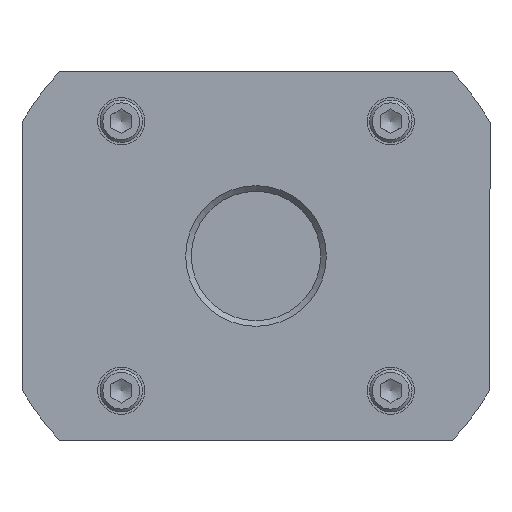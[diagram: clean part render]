
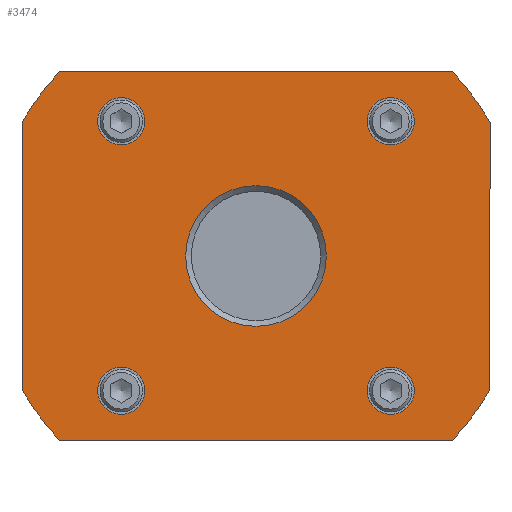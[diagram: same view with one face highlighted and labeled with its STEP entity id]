
A CAD part, front view. The second image highlights one B-rep face of the part: STEP entity #3474.
In plain terms, the highlighted planar face has unit normal (0, -1, 0).
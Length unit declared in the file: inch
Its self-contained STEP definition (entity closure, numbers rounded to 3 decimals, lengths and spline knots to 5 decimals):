
#3328=CARTESIAN_POINT('',(-0.62,0.,0.));
#3329=VERTEX_POINT('',#3328);
#3330=CARTESIAN_POINT('',(0.0,0.0,0.0));
#3331=DIRECTION('',(0.0,-1.0,0.0));
#3332=DIRECTION('',(1.0,0.0,0.0));
#3333=AXIS2_PLACEMENT_3D('',#3330,#3331,#3332);
#3334=CIRCLE('',#3333,0.62);
#3335=EDGE_CURVE('',#3329,#3329,#3334,.T.);
#3352=CARTESIAN_POINT('',(0.,0.,0.));
#3353=DIRECTION('',(0.0,1.0,0.0));
#3354=DIRECTION('',(0.0,0.0,-1.0));
#3355=AXIS2_PLACEMENT_3D('',#3352,#3353,#3354);
#3356=PLANE('',#3355);
#3357=CARTESIAN_POINT('',(1.73205,0.,1.625));
#3358=VERTEX_POINT('',#3357);
#3359=CARTESIAN_POINT('',(2.0625,0.,1.17759));
#3360=VERTEX_POINT('',#3359);
#3361=CARTESIAN_POINT('',(0.0,0.0,0.0));
#3362=DIRECTION('',(0.0,1.0,0.0));
#3363=DIRECTION('',(1.0,0.0,0.0));
#3364=AXIS2_PLACEMENT_3D('',#3361,#3362,#3363);
#3365=CIRCLE('',#3364,2.375);
#3366=EDGE_CURVE('',#3358,#3360,#3365,.T.);
#3367=ORIENTED_EDGE('',*,*,#3366,.F.);
#3368=CARTESIAN_POINT('',(-1.73205,0.,1.625));
#3369=VERTEX_POINT('',#3368);
#3370=CARTESIAN_POINT('',(-1.73205,0.,1.625));
#3371=DIRECTION('',(1.0,0.0,0.0));
#3372=VECTOR('',#3371,3.4641);
#3373=LINE('',#3370,#3372);
#3374=EDGE_CURVE('',#3369,#3358,#3373,.T.);
#3375=ORIENTED_EDGE('',*,*,#3374,.F.);
#3376=CARTESIAN_POINT('',(-2.0625,0.,1.17759));
#3377=VERTEX_POINT('',#3376);
#3378=CARTESIAN_POINT('',(0.0,0.0,0.0));
#3379=DIRECTION('',(0.0,1.0,0.0));
#3380=DIRECTION('',(1.0,0.0,0.0));
#3381=AXIS2_PLACEMENT_3D('',#3378,#3379,#3380);
#3382=CIRCLE('',#3381,2.375);
#3383=EDGE_CURVE('',#3377,#3369,#3382,.T.);
#3384=ORIENTED_EDGE('',*,*,#3383,.F.);
#3385=CARTESIAN_POINT('',(-2.0625,0.,-1.17759));
#3386=VERTEX_POINT('',#3385);
#3387=CARTESIAN_POINT('',(-2.0625,0.,-1.17759));
#3388=DIRECTION('',(0.0,0.0,1.0));
#3389=VECTOR('',#3388,2.35518);
#3390=LINE('',#3387,#3389);
#3391=EDGE_CURVE('',#3386,#3377,#3390,.T.);
#3392=ORIENTED_EDGE('',*,*,#3391,.F.);
#3393=CARTESIAN_POINT('',(-1.73205,0.,-1.625));
#3394=VERTEX_POINT('',#3393);
#3395=CARTESIAN_POINT('',(0.0,0.0,0.0));
#3396=DIRECTION('',(0.0,1.0,0.0));
#3397=DIRECTION('',(1.0,0.0,0.0));
#3398=AXIS2_PLACEMENT_3D('',#3395,#3396,#3397);
#3399=CIRCLE('',#3398,2.375);
#3400=EDGE_CURVE('',#3394,#3386,#3399,.T.);
#3401=ORIENTED_EDGE('',*,*,#3400,.F.);
#3402=CARTESIAN_POINT('',(1.73205,0.,-1.625));
#3403=VERTEX_POINT('',#3402);
#3404=CARTESIAN_POINT('',(1.73205,0.,-1.625));
#3405=DIRECTION('',(-1.0,0.0,0.0));
#3406=VECTOR('',#3405,3.4641);
#3407=LINE('',#3404,#3406);
#3408=EDGE_CURVE('',#3403,#3394,#3407,.T.);
#3409=ORIENTED_EDGE('',*,*,#3408,.F.);
#3410=CARTESIAN_POINT('',(2.0625,0.,-1.17759));
#3411=VERTEX_POINT('',#3410);
#3412=CARTESIAN_POINT('',(0.0,0.0,0.0));
#3413=DIRECTION('',(0.0,1.0,0.0));
#3414=DIRECTION('',(1.0,0.0,0.0));
#3415=AXIS2_PLACEMENT_3D('',#3412,#3413,#3414);
#3416=CIRCLE('',#3415,2.375);
#3417=EDGE_CURVE('',#3411,#3403,#3416,.T.);
#3418=ORIENTED_EDGE('',*,*,#3417,.F.);
#3419=CARTESIAN_POINT('',(2.0625,0.,1.17759));
#3420=DIRECTION('',(0.0,0.0,-1.0));
#3421=VECTOR('',#3420,2.35518);
#3422=LINE('',#3419,#3421);
#3423=EDGE_CURVE('',#3360,#3411,#3422,.T.);
#3424=ORIENTED_EDGE('',*,*,#3423,.F.);
#3425=EDGE_LOOP('',(#3367,#3375,#3384,#3392,#3401,#3409,#3418,#3424));
#3426=FACE_OUTER_BOUND('',#3425,.T.);
#3427=CARTESIAN_POINT('',(-1.395,0.,1.1875));
#3428=VERTEX_POINT('',#3427);
#3429=CARTESIAN_POINT('',(-1.1875,0.,1.1875));
#3430=DIRECTION('',(0.0,1.0,0.0));
#3431=DIRECTION('',(-1.0,0.0,0.0));
#3432=AXIS2_PLACEMENT_3D('',#3429,#3430,#3431);
#3433=CIRCLE('',#3432,0.2075);
#3434=EDGE_CURVE('',#3428,#3428,#3433,.T.);
#3435=ORIENTED_EDGE('',*,*,#3434,.T.);
#3436=EDGE_LOOP('',(#3435));
#3437=FACE_BOUND('',#3436,.T.);
#3438=CARTESIAN_POINT('',(0.98,0.,1.1875));
#3439=VERTEX_POINT('',#3438);
#3440=CARTESIAN_POINT('',(1.1875,0.,1.1875));
#3441=DIRECTION('',(0.0,1.0,0.0));
#3442=DIRECTION('',(-1.0,0.0,0.0));
#3443=AXIS2_PLACEMENT_3D('',#3440,#3441,#3442);
#3444=CIRCLE('',#3443,0.2075);
#3445=EDGE_CURVE('',#3439,#3439,#3444,.T.);
#3446=ORIENTED_EDGE('',*,*,#3445,.T.);
#3447=EDGE_LOOP('',(#3446));
#3448=FACE_BOUND('',#3447,.T.);
#3449=CARTESIAN_POINT('',(-1.395,0.,-1.1875));
#3450=VERTEX_POINT('',#3449);
#3451=CARTESIAN_POINT('',(-1.1875,0.,-1.1875));
#3452=DIRECTION('',(0.0,1.0,0.0));
#3453=DIRECTION('',(-1.0,0.0,0.0));
#3454=AXIS2_PLACEMENT_3D('',#3451,#3452,#3453);
#3455=CIRCLE('',#3454,0.2075);
#3456=EDGE_CURVE('',#3450,#3450,#3455,.T.);
#3457=ORIENTED_EDGE('',*,*,#3456,.T.);
#3458=EDGE_LOOP('',(#3457));
#3459=FACE_BOUND('',#3458,.T.);
#3460=CARTESIAN_POINT('',(0.98,0.,-1.1875));
#3461=VERTEX_POINT('',#3460);
#3462=CARTESIAN_POINT('',(1.1875,0.,-1.1875));
#3463=DIRECTION('',(0.0,1.0,0.0));
#3464=DIRECTION('',(-1.0,0.0,0.0));
#3465=AXIS2_PLACEMENT_3D('',#3462,#3463,#3464);
#3466=CIRCLE('',#3465,0.2075);
#3467=EDGE_CURVE('',#3461,#3461,#3466,.T.);
#3468=ORIENTED_EDGE('',*,*,#3467,.T.);
#3469=EDGE_LOOP('',(#3468));
#3470=FACE_BOUND('',#3469,.T.);
#3471=ORIENTED_EDGE('',*,*,#3335,.F.);
#3472=EDGE_LOOP('',(#3471));
#3473=FACE_BOUND('',#3472,.T.);
#3474=ADVANCED_FACE('',(#3426,#3437,#3448,#3459,#3470,#3473),#3356,.F.);
